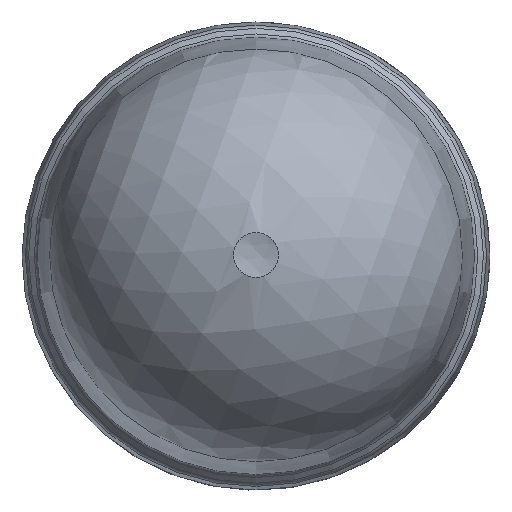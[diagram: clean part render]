
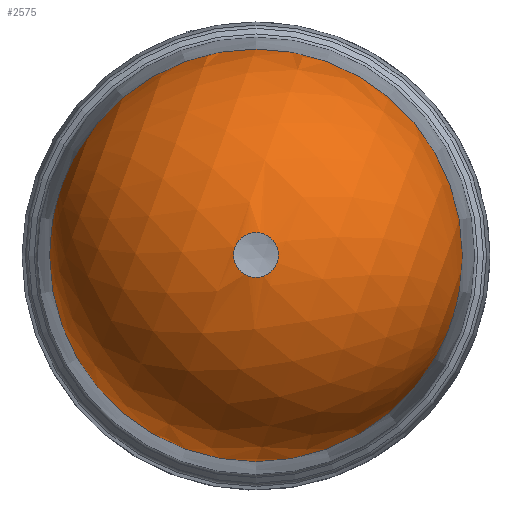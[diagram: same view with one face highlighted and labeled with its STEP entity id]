
A CAD part, top view. The second image highlights one B-rep face of the part: STEP entity #2575.
In plain terms, the highlighted spherical face has radius 37.539 mm.
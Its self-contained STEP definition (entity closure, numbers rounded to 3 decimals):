
#14=SPHERICAL_SURFACE('',#2771,37.539);
#33=FACE_BOUND('',#627,.T.);
#481=FACE_OUTER_BOUND('',#626,.T.);
#626=EDGE_LOOP('',(#2358,#2359));
#627=EDGE_LOOP('',(#2360));
#1073=CIRCLE('',#2762,37.482);
#1074=CIRCLE('',#2763,37.482);
#1080=CIRCLE('',#2772,4.07);
#1322=VERTEX_POINT('',#5002);
#1323=VERTEX_POINT('',#5003);
#1328=VERTEX_POINT('',#5020);
#1672=EDGE_CURVE('',#1322,#1323,#1073,.T.);
#1674=EDGE_CURVE('',#1323,#1322,#1074,.T.);
#1681=EDGE_CURVE('',#1328,#1328,#1080,.T.);
#2358=ORIENTED_EDGE('',*,*,#1672,.F.);
#2359=ORIENTED_EDGE('',*,*,#1674,.F.);
#2360=ORIENTED_EDGE('',*,*,#1681,.T.);
#2575=ADVANCED_FACE('',(#481,#33),#14,.T.);
#2762=AXIS2_PLACEMENT_3D('',#5004,#3284,#3285);
#2763=AXIS2_PLACEMENT_3D('',#5006,#3287,#3288);
#2771=AXIS2_PLACEMENT_3D('',#5019,#3304,#3305);
#2772=AXIS2_PLACEMENT_3D('',#5021,#3306,#3307);
#3284=DIRECTION('center_axis',(0.,0.,
-1.));
#3285=DIRECTION('ref_axis',(-0.342,-0.94,0.));
#3287=DIRECTION('center_axis',(0.,0.,
-1.));
#3288=DIRECTION('ref_axis',(-0.342,-0.94,0.));
#3304=DIRECTION('center_axis',(-0.94,0.342,0.));
#3305=DIRECTION('ref_axis',(-0.342,-0.94,0.));
#3306=DIRECTION('center_axis',(0.,0.,
-1.));
#3307=DIRECTION('ref_axis',(-0.342,-0.94,0.));
#5002=CARTESIAN_POINT('',(12.82,35.222,94.33));
#5003=CARTESIAN_POINT('',(-12.82,-35.222,94.33));
#5004=CARTESIAN_POINT('Origin',(0.,0.,
94.33));
#5006=CARTESIAN_POINT('Origin',(0.,0.,
94.33));
#5019=CARTESIAN_POINT('Origin',(0.,0.,
92.261));
#5020=CARTESIAN_POINT('',(1.392,3.824,129.579));
#5021=CARTESIAN_POINT('Origin',(0.,0.,
129.579));
